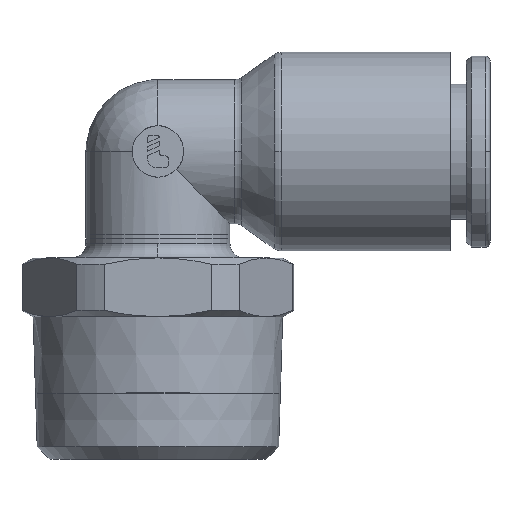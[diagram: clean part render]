
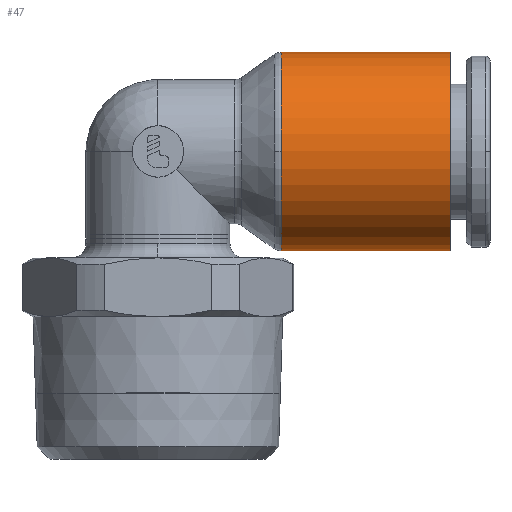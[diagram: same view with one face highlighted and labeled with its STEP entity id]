
A CAD part, top view. The second image highlights one B-rep face of the part: STEP entity #47.
In plain terms, the highlighted cylindrical face has radius 6.75 mm (diameter 13.5 mm), a partial arc.
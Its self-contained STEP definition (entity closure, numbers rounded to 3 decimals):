
#47=ADVANCED_FACE('',(#153),#154,.T.);
#153=FACE_OUTER_BOUND('',#373,.T.);
#154=CYLINDRICAL_SURFACE('',#374,6.75);
#373=EDGE_LOOP('',(#599,#600,#601,#602,#603));
#374=AXIS2_PLACEMENT_3D('',#604,#605,#606);
#599=ORIENTED_EDGE('',*,*,#1412,.F.);
#600=ORIENTED_EDGE('',*,*,#1413,.T.);
#601=ORIENTED_EDGE('',*,*,#1414,.T.);
#602=ORIENTED_EDGE('',*,*,#1415,.F.);
#603=ORIENTED_EDGE('',*,*,#1416,.F.);
#604=CARTESIAN_POINT('',(14.15,11.248,0.0));
#605=DIRECTION('',(1.0,0.0,0.0));
#606=DIRECTION('',(0.0,1.0,0.0));
#1412=EDGE_CURVE('',#1669,#1670,#1671,.T.);
#1413=EDGE_CURVE('',#1669,#1672,#1673,.T.);
#1414=EDGE_CURVE('',#1672,#1674,#1675,.T.);
#1415=EDGE_CURVE('',#1676,#1674,#1677,.T.);
#1416=EDGE_CURVE('',#1670,#1676,#1678,.T.);
#1669=VERTEX_POINT('',#2083);
#1670=VERTEX_POINT('',#2084);
#1671=LINE('',#2085,#2086);
#1672=VERTEX_POINT('',#2087);
#1673=CIRCLE('',#2088,6.75);
#1674=VERTEX_POINT('',#2089);
#1675=CIRCLE('',#2090,6.75);
#1676=VERTEX_POINT('',#2091);
#1677=LINE('',#2092,#2093);
#1678=CIRCLE('',#2094,6.75);
#2083=CARTESIAN_POINT('',(8.4,17.998,0.0));
#2084=CARTESIAN_POINT('',(19.9,17.998,0.0));
#2085=CARTESIAN_POINT('',(14.15,17.998,0.));
#2086=VECTOR('',#3012,1.0);
#2087=CARTESIAN_POINT('',(8.4,11.248,6.75));
#2088=AXIS2_PLACEMENT_3D('',#3013,#3014,#3015);
#2089=CARTESIAN_POINT('',(8.4,4.498,0.));
#2090=AXIS2_PLACEMENT_3D('',#3016,#3017,#3018);
#2091=CARTESIAN_POINT('',(19.9,4.498,0.));
#2092=CARTESIAN_POINT('',(14.15,4.498,0.));
#2093=VECTOR('',#3019,1.0);
#2094=AXIS2_PLACEMENT_3D('',#3020,#3021,#3022);
#3012=DIRECTION('',(1.0,0.0,0.0));
#3013=CARTESIAN_POINT('',(8.4,11.248,0.0));
#3014=DIRECTION('',(1.0,0.0,0.0));
#3015=DIRECTION('',(0.0,1.0,0.0));
#3016=CARTESIAN_POINT('',(8.4,11.248,0.0));
#3017=DIRECTION('',(1.0,0.0,0.0));
#3018=DIRECTION('',(0.0,1.0,0.0));
#3019=DIRECTION('',(-1.0,-0.0,-0.0));
#3020=CARTESIAN_POINT('',(19.9,11.248,0.0));
#3021=DIRECTION('',(1.0,0.0,0.0));
#3022=DIRECTION('',(0.0,1.0,0.0));
